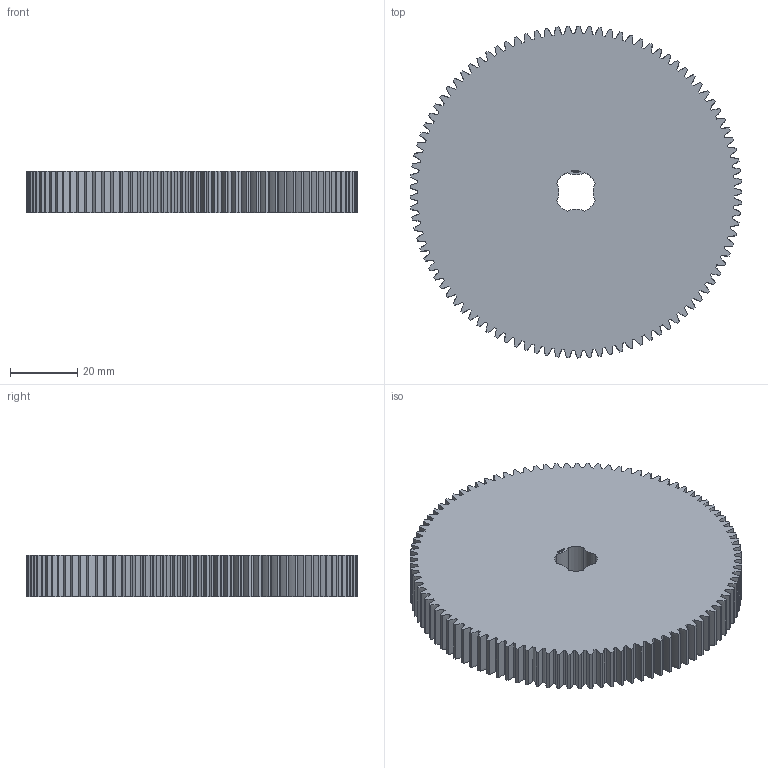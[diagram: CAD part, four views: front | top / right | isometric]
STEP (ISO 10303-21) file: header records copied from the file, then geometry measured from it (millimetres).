
FILE_DESCRIPTION(('FreeCAD Model'),'2;1');
FILE_NAME('Open CASCADE Shape Model','2024-03-11T23:48:05',(''),(''), 'Open CASCADE STEP processor 7.6','FreeCAD','Unknown');
FILE_SCHEMA(('AUTOMOTIVE_DESIGN { 1 0 10303 214 1 1 1 1 }'));
Products named in the file (1): Gear Wheel PLN TTH97 BU01.00 SFT-SHD - SPN-GWH-0368 (stemfie.org)
Bounding box: 98.98 x 99 x 12.5 mm (x, y, z)
Volume: 90737.5 mm3; surface area: 22689 mm2
Topology: 1 solids, 1 shells, 908 faces, 2622 edges, 1748 vertices
Faces by surface type: extrusion 584, plane 316, cylinder 8
Entity records: 88311 total; most frequent: CARTESIAN_POINT 33833, DIRECTION 6780, VECTOR 6082, LINE 5498, ORIENTED_EDGE 5244, PCURVE 5244, DEFINITIONAL_REPRESENTATION 5244, B_SPLINE_CURVE_WITH_KNOTS 2920
